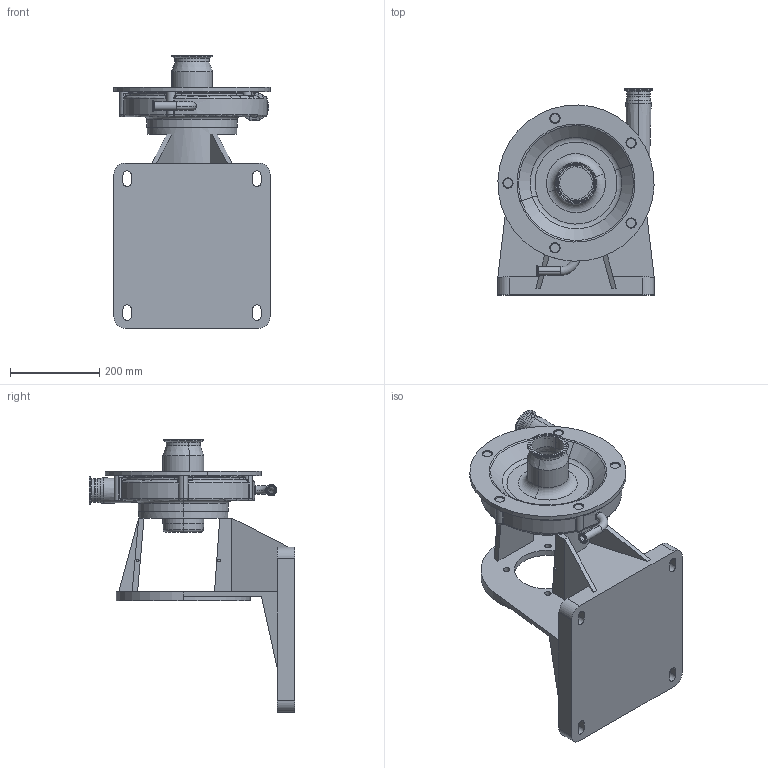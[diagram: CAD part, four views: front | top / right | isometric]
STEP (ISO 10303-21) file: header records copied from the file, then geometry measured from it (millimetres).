
FILE_DESCRIPTION (( 'STEP AP214' ), '1' );
FILE_NAME ('FP 3452 250TC VERT 3-4 IN ELBOW LEFT DRAIN.STEP', '2023-04-27T14:58:52', ( '' ), ( '' ), 'SwSTEP 2.0', 'SolidWorks 2023', '' );
FILE_SCHEMA (( 'AUTOMOTIVE_DESIGN' ));
Length unit declared in the file: millimetre
Products named in the file (1): FP 3452 250TC VERT 3-4 IN ELBOW LEFT DRAIN
Bounding box: 350 x 461 x 610.5 mm (x, y, z)
Volume: 14863479.9 mm3; surface area: 1103102.4 mm2
Topology: 1 solids, 3 shells, 406 faces, 981 edges, 592 vertices
Faces by surface type: cylinder 148, torus 96, plane 95, bspline 32, cone 31, sphere 4
Entity records: 14871 total; most frequent: CARTESIAN_POINT 5306, DIRECTION 2140, ORIENTED_EDGE 1944, EDGE_CURVE 972, AXIS2_PLACEMENT_3D 915, VERTEX_POINT 592, CIRCLE 540, EDGE_LOOP 456
